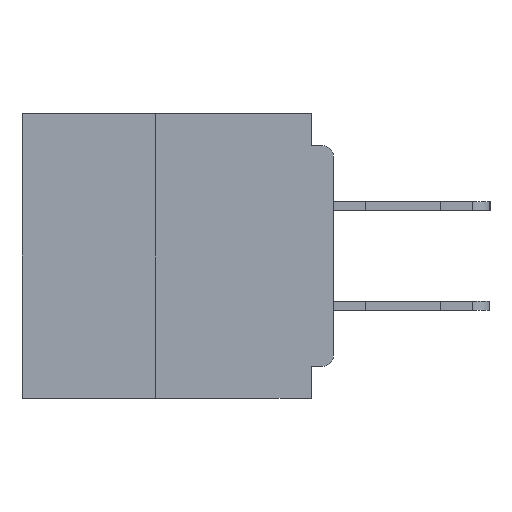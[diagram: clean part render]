
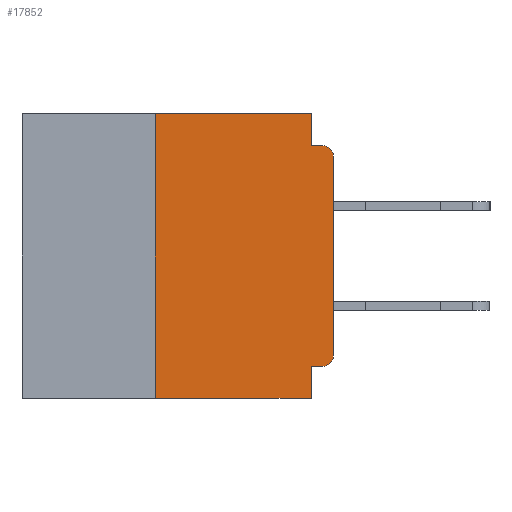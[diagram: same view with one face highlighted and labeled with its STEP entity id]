
A CAD part, left-side view. The second image highlights one B-rep face of the part: STEP entity #17852.
In plain terms, the highlighted planar face has unit normal (-1, 0, 0).
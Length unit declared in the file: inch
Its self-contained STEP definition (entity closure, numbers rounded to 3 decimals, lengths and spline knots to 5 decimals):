
#406 = DIRECTION ( 'NONE',  ( 0., 0., -1. ) ) ;
#2260 = DIRECTION ( 'NONE',  ( 0., 0., -1. ) ) ;
#3042 = FACE_OUTER_BOUND ( 'NONE', #8032, .T. ) ;
#3248 = CARTESIAN_POINT ( 'NONE',  ( 0., 0.437, 0. ) ) ;
#3798 = CIRCLE ( 'NONE', #28153, 0.015 ) ;
#4254 = EDGE_CURVE ( 'NONE', #19094, #26663, #4413, .T. ) ;
#4413 = LINE ( 'NONE', #27224, #27952 ) ;
#5835 = VERTEX_POINT ( 'NONE', #30168 ) ;
#6125 = LINE ( 'NONE', #24927, #36413 ) ;
#6438 = ORIENTED_EDGE ( 'NONE', *, *, #28514, .F. ) ;
#6576 = VERTEX_POINT ( 'NONE', #33801 ) ;
#6964 = CARTESIAN_POINT ( 'NONE',  ( 0., 0.437, 0. ) ) ;
#7236 = EDGE_CURVE ( 'NONE', #37547, #13204, #6125, .T. ) ;
#7600 = LINE ( 'NONE', #7665, #22295 ) ;
#7665 = CARTESIAN_POINT ( 'NONE',  ( 0., 0.031, 0. ) ) ;
#8032 = EDGE_LOOP ( 'NONE', ( #17479, #31410, #32422, #19244, #14275, #21848, #13521, #6438, #24993, #31275 ) ) ;
#9199 = VECTOR ( 'NONE', #31792, 39.37008 ) ;
#9963 = VECTOR ( 'NONE', #30744, 39.37008 ) ;
#10201 = DIRECTION ( 'NONE',  ( -1., 0., 0. ) ) ;
#10637 = DIRECTION ( 'NONE',  ( 0., 0., -1. ) ) ;
#10885 = LINE ( 'NONE', #27688, #9963 ) ;
#11160 = DIRECTION ( 'NONE',  ( 0., -1., 0. ) ) ;
#11226 = CARTESIAN_POINT ( 'NONE',  ( 0., 0.031, -0.355 ) ) ;
#12650 = VERTEX_POINT ( 'NONE', #26770 ) ;
#12938 = CARTESIAN_POINT ( 'NONE',  ( 0., 0.031, 0. ) ) ;
#13204 = VERTEX_POINT ( 'NONE', #32085 ) ;
#13211 = CARTESIAN_POINT ( 'NONE',  ( 0., 0., -0.06 ) ) ;
#13521 = ORIENTED_EDGE ( 'NONE', *, *, #35190, .T. ) ;
#14263 = LINE ( 'NONE', #25804, #28939 ) ;
#14275 = ORIENTED_EDGE ( 'NONE', *, *, #16196, .F. ) ;
#14333 = AXIS2_PLACEMENT_3D ( 'NONE', #3248, #18208, #406 ) ;
#14984 = AXIS2_PLACEMENT_3D ( 'NONE', #37395, #20006, #2260 ) ;
#15856 = EDGE_CURVE ( 'NONE', #12650, #6576, #17108, .T. ) ;
#15935 = DIRECTION ( 'NONE',  ( 0., -1., 0. ) ) ;
#16196 = EDGE_CURVE ( 'NONE', #6576, #28461, #28535, .T. ) ;
#17108 = LINE ( 'NONE', #20023, #9199 ) ;
#17479 = ORIENTED_EDGE ( 'NONE', *, *, #4254, .T. ) ;
#17852 = ADVANCED_FACE ( 'NONE', ( #3042 ), #35613, .F. ) ;
#18208 = DIRECTION ( 'NONE',  ( 1., 0., 0. ) ) ;
#18826 = VECTOR ( 'NONE', #38011, 39.37008 ) ;
#19094 = VERTEX_POINT ( 'NONE', #23799 ) ;
#19244 = ORIENTED_EDGE ( 'NONE', *, *, #29225, .F. ) ;
#20006 = DIRECTION ( 'NONE',  ( -1., 0., 0. ) ) ;
#20023 = CARTESIAN_POINT ( 'NONE',  ( 0., 0.25, -0.4 ) ) ;
#20705 = VECTOR ( 'NONE', #15935, 39.37008 ) ;
#21848 = ORIENTED_EDGE ( 'NONE', *, *, #15856, .F. ) ;
#22295 = VECTOR ( 'NONE', #10637, 39.37008 ) ;
#22298 = CIRCLE ( 'NONE', #14984, 0.015 ) ;
#22528 = EDGE_CURVE ( 'NONE', #26663, #13204, #22298, .T. ) ;
#23281 = CARTESIAN_POINT ( 'NONE',  ( 0., 0., -0.355 ) ) ;
#23799 = CARTESIAN_POINT ( 'NONE',  ( 0., 0., -0.34 ) ) ;
#24927 = CARTESIAN_POINT ( 'NONE',  ( 0., 0., -0.045 ) ) ;
#24993 = ORIENTED_EDGE ( 'NONE', *, *, #26893, .F. ) ;
#25804 = CARTESIAN_POINT ( 'NONE',  ( 0., 0.437, -0.4 ) ) ;
#26663 = VERTEX_POINT ( 'NONE', #13211 ) ;
#26770 = CARTESIAN_POINT ( 'NONE',  ( 0., 0.25, -0.4 ) ) ;
#26893 = EDGE_CURVE ( 'NONE', #36719, #30075, #34345, .T. ) ;
#26921 = DIRECTION ( 'NONE',  ( 0., 0., 1. ) ) ;
#27224 = CARTESIAN_POINT ( 'NONE',  ( 0., 0., 0. ) ) ;
#27688 = CARTESIAN_POINT ( 'NONE',  ( 0., 0.031, -0.4 ) ) ;
#27841 = CARTESIAN_POINT ( 'NONE',  ( 0., 0.015, -0.34 ) ) ;
#27952 = VECTOR ( 'NONE', #26921, 39.37008 ) ;
#28153 = AXIS2_PLACEMENT_3D ( 'NONE', #27841, #10201, #30779 ) ;
#28461 = VERTEX_POINT ( 'NONE', #12938 ) ;
#28514 = EDGE_CURVE ( 'NONE', #30075, #5835, #10885, .T. ) ;
#28535 = LINE ( 'NONE', #6964, #20705 ) ;
#28939 = VECTOR ( 'NONE', #11160, 39.37008 ) ;
#29225 = EDGE_CURVE ( 'NONE', #28461, #37547, #7600, .T. ) ;
#29814 = EDGE_CURVE ( 'NONE', #36719, #19094, #3798, .T. ) ;
#30075 = VERTEX_POINT ( 'NONE', #11226 ) ;
#30168 = CARTESIAN_POINT ( 'NONE',  ( 0., 0.031, -0.4 ) ) ;
#30744 = DIRECTION ( 'NONE',  ( 0., 0., -1. ) ) ;
#30779 = DIRECTION ( 'NONE',  ( 0., 0., -1. ) ) ;
#31275 = ORIENTED_EDGE ( 'NONE', *, *, #29814, .T. ) ;
#31410 = ORIENTED_EDGE ( 'NONE', *, *, #22528, .T. ) ;
#31792 = DIRECTION ( 'NONE',  ( 0., 0., 1. ) ) ;
#32085 = CARTESIAN_POINT ( 'NONE',  ( 0., 0.015, -0.045 ) ) ;
#32422 = ORIENTED_EDGE ( 'NONE', *, *, #7236, .F. ) ;
#33750 = DIRECTION ( 'NONE',  ( 0., -1., 0. ) ) ;
#33801 = CARTESIAN_POINT ( 'NONE',  ( 0., 0.25, 0. ) ) ;
#34345 = LINE ( 'NONE', #23281, #18826 ) ;
#35190 = EDGE_CURVE ( 'NONE', #12650, #5835, #14263, .T. ) ;
#35613 = PLANE ( 'NONE',  #14333 ) ;
#35771 = CARTESIAN_POINT ( 'NONE',  ( 0., 0.015, -0.355 ) ) ;
#36413 = VECTOR ( 'NONE', #33750, 39.37008 ) ;
#36719 = VERTEX_POINT ( 'NONE', #35771 ) ;
#36845 = CARTESIAN_POINT ( 'NONE',  ( 0., 0.031, -0.045 ) ) ;
#37395 = CARTESIAN_POINT ( 'NONE',  ( 0., 0.015, -0.06 ) ) ;
#37547 = VERTEX_POINT ( 'NONE', #36845 ) ;
#38011 = DIRECTION ( 'NONE',  ( 0., 1., 0. ) ) ;
